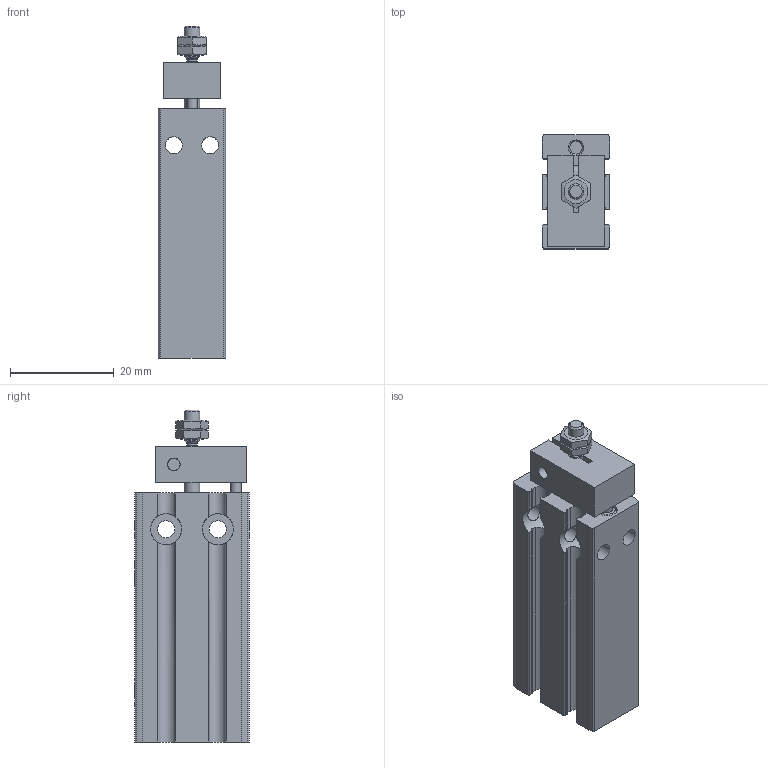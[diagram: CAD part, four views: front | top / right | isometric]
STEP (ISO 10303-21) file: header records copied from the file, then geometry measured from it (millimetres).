
FILE_DESCRIPTION(/* description */ ('STEP AP214'),/* implementation_level */ '2;1');
FILE_NAME(/* name */ '4830963_DPDM-Q-6-15-PA',/* time_stamp */ '2024-08-20T22:19:06+02:00',/* author */ ('License CC BY-ND 4.0'),/* organization */ ('CADENAS'),/* preprocessor_version */ 'ST-DEVELOPER v19.3',/* originating_system */ 'PARTsolutions',/* authorisation */ ' ');
FILE_SCHEMA (('AUTOMOTIVE_DESIGN {1 0 10303 214 3 1 1}'));
Length unit declared in the file: millimetre
Products named in the file (6): 4830963 DPDM-Q-6-15-PA---(0); 4674228 DPDM-Q-15---(h); 4674228 DPDM-Q-15---(r); ISO 4035 M3(F); 4674228 DPDM 6-15---(p); ISO-4762 M3x6
Assembly tree (6 placements, depth 2):
  4830963 DPDM-Q-6-15-PA---(0)
    4674228 DPDM-Q-15---(h)
    4674228 DPDM-Q-15---(r)
    ISO 4035 M3(F)  x2
    4674228 DPDM 6-15---(p)
    ISO-4762 M3x6
Bounding box: 13 x 22 x 64 mm (x, y, z)
Volume: 11701.6 mm3; surface area: 8475.2 mm2
Topology: 6 solids, 7 shells, 247 faces, 634 edges, 415 vertices
Faces by surface type: plane 106, cylinder 104, cone 35, torus 2
Full cylindrical faces by diameter (mm): 2 x3, 2.459 x6, 2.5 x2, 3 x5, 3.3 x8, 3.4 x1, 3.5 x1, 3.6 x1, 4.134 x2, 5.5 x1, 5.9 x1, 6 x6, 7 x1
Entity records: 8171 total; most frequent: CARTESIAN_POINT 1493, DIRECTION 1130, ORIENTED_EDGE 1036, EDGE_CURVE 518, AXIS2_PLACEMENT_3D 453, VERTEX_POINT 378, FACE_BOUND 340, EDGE_LOOP 336
